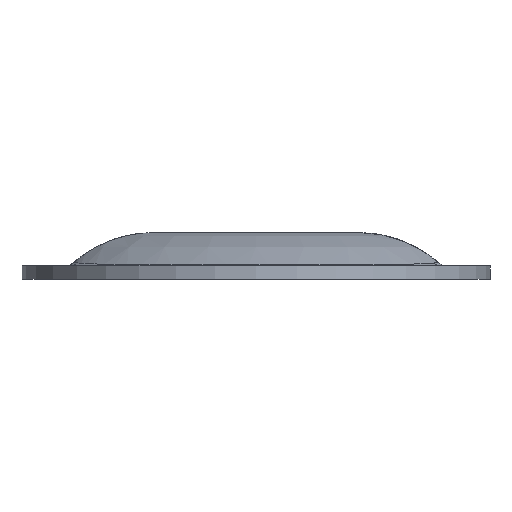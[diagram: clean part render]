
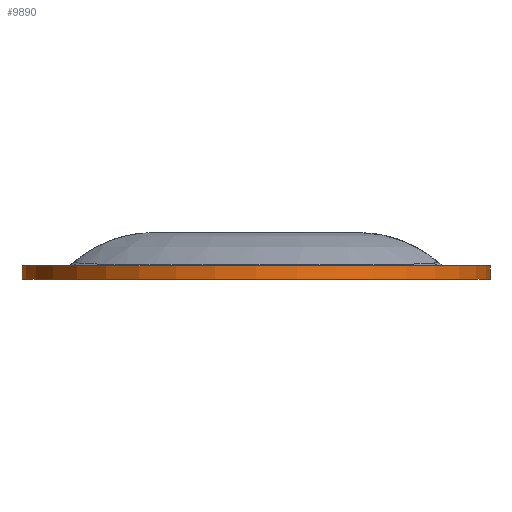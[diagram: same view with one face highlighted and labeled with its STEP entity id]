
A CAD part, left-side view. The second image highlights one B-rep face of the part: STEP entity #9890.
In plain terms, the highlighted cylindrical face has radius 35.305 mm (diameter 70.61 mm), a partial arc.
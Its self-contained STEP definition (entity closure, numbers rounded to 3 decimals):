
#1411=FACE_OUTER_BOUND('',#1986,.T.);
#1986=EDGE_LOOP('',(#8792,#8793,#8794,#8795));
#2890=LINE('',#18640,#3790);
#2892=LINE('',#18644,#3792);
#3790=VECTOR('',#12132,10.);
#3792=VECTOR('',#12136,10.);
#3887=CIRCLE('',#10340,35.305);
#3893=CIRCLE('',#10353,35.305);
#4777=VERTEX_POINT('',#18427);
#4779=VERTEX_POINT('',#18431);
#4784=VERTEX_POINT('',#18639);
#4785=VERTEX_POINT('',#18643);
#6114=EDGE_CURVE('',#4777,#4779,#3887,.T.);
#6127=EDGE_CURVE('',#4784,#4777,#2890,.T.);
#6129=EDGE_CURVE('',#4785,#4779,#2892,.T.);
#6130=EDGE_CURVE('',#4784,#4785,#3893,.T.);
#8792=ORIENTED_EDGE('',*,*,#6114,.T.);
#8793=ORIENTED_EDGE('',*,*,#6129,.F.);
#8794=ORIENTED_EDGE('',*,*,#6130,.F.);
#8795=ORIENTED_EDGE('',*,*,#6127,.T.);
#8863=CYLINDRICAL_SURFACE('',#10352,35.305);
#9890=ADVANCED_FACE('',(#1411),#8863,.T.);
#10340=AXIS2_PLACEMENT_3D('',#18433,#12106,#12107);
#10352=AXIS2_PLACEMENT_3D('',#18642,#12134,#12135);
#10353=AXIS2_PLACEMENT_3D('',#18645,#12137,#12138);
#12106=DIRECTION('center_axis',(0.,0.,-1.));
#12107=DIRECTION('ref_axis',(0.,-1.,0.));
#12132=DIRECTION('',(0.,0.,1.));
#12134=DIRECTION('center_axis',(0.,0.,1.));
#12135=DIRECTION('ref_axis',(0.,-1.,0.));
#12136=DIRECTION('',(0.,0.,1.));
#12137=DIRECTION('center_axis',(0.,0.,-1.));
#12138=DIRECTION('ref_axis',(0.,-1.,0.));
#18427=CARTESIAN_POINT('',(-64.77,-35.305,2.));
#18431=CARTESIAN_POINT('',(-64.77,35.305,2.));
#18433=CARTESIAN_POINT('Origin',(-64.77,0.,2.));
#18639=CARTESIAN_POINT('',(-64.77,-35.305,0.));
#18640=CARTESIAN_POINT('',(-64.77,-35.305,0.));
#18642=CARTESIAN_POINT('Origin',(-64.77,0.,0.));
#18643=CARTESIAN_POINT('',(-64.77,35.305,0.));
#18644=CARTESIAN_POINT('',(-64.77,35.305,0.));
#18645=CARTESIAN_POINT('Origin',(-64.77,0.,0.));
